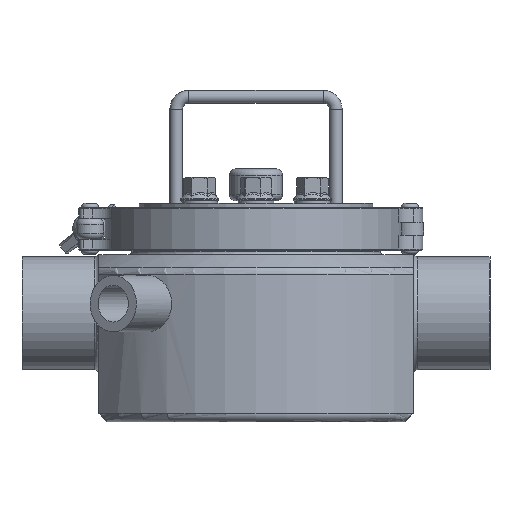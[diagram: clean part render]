
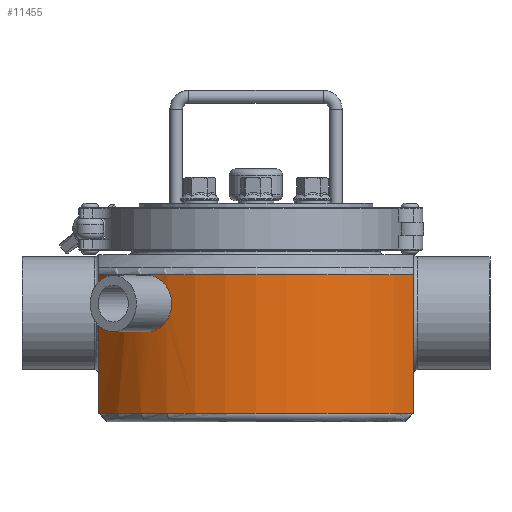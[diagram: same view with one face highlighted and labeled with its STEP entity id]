
A CAD part, front view. The second image highlights one B-rep face of the part: STEP entity #11455.
In plain terms, the highlighted cylindrical face has radius 89 mm (diameter 178 mm), a partial arc.
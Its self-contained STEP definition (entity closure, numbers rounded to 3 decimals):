
#350=B_SPLINE_CURVE_WITH_KNOTS('',3,(#18603,#18604,#18605,#18606,#18607,
#18608,#18609,#18610,#18611,#18612,#18613,#18614,#18615,#18616),
 .UNSPECIFIED.,.F.,.F.,(4,2,2,2,2,2,4),(0.,0.5,1.,
1.5,2.,2.5,2.67),
 .UNSPECIFIED.);
#351=B_SPLINE_CURVE_WITH_KNOTS('',3,(#18617,#18618,#18619,#18620,#18621,
#18622,#18623,#18624,#18625,#18626,#18627,#18628,#18629,#18630,#18631,#18632,
#18633,#18634,#18635,#18636,#18637,#18638,#18639,#18640),.UNSPECIFIED.,
 .F.,.F.,(4,2,2,2,2,2,2,2,2,2,2,4),(2.67,2.999,3.499,
3.999,4.499,4.999,5.499,5.999,
6.499,6.999,7.499,7.999),
 .UNSPECIFIED.);
#713=FACE_BOUND('',#1991,.T.);
#1231=FACE_OUTER_BOUND('',#1990,.T.);
#1990=EDGE_LOOP('',(#8140,#8141,#8142,#8143));
#1991=EDGE_LOOP('',(#8144,#8145));
#2794=CIRCLE('',#12407,89.);
#2852=CIRCLE('',#12520,89.);
#3432=LINE('',#19081,#3911);
#3459=LINE('',#19366,#3938);
#3911=VECTOR('',#14412,10.);
#3938=VECTOR('',#14537,10.);
#4563=VERTEX_POINT('',#18600);
#4564=VERTEX_POINT('',#18602);
#4608=VERTEX_POINT('',#19078);
#4609=VERTEX_POINT('',#19080);
#4615=VERTEX_POINT('',#19109);
#4652=VERTEX_POINT('',#19322);
#5737=EDGE_CURVE('',#4564,#4563,#350,.T.);
#5738=EDGE_CURVE('',#4563,#4564,#351,.T.);
#5792=EDGE_CURVE('',#4609,#4608,#3432,.T.);
#5801=EDGE_CURVE('',#4609,#4615,#2794,.T.);
#5860=EDGE_CURVE('',#4652,#4615,#3459,.T.);
#5928=EDGE_CURVE('',#4652,#4608,#2852,.T.);
#8140=ORIENTED_EDGE('',*,*,#5801,.F.);
#8141=ORIENTED_EDGE('',*,*,#5792,.T.);
#8142=ORIENTED_EDGE('',*,*,#5928,.F.);
#8143=ORIENTED_EDGE('',*,*,#5860,.T.);
#8144=ORIENTED_EDGE('',*,*,#5737,.T.);
#8145=ORIENTED_EDGE('',*,*,#5738,.T.);
#10347=CYLINDRICAL_SURFACE('',#12521,89.);
#11455=ADVANCED_FACE('',(#1231,#713),#10347,.T.);
#12407=AXIS2_PLACEMENT_3D('',#19126,#14423,#14424);
#12520=AXIS2_PLACEMENT_3D('',#19612,#14698,#14699);
#12521=AXIS2_PLACEMENT_3D('',#19613,#14700,#14701);
#14412=DIRECTION('',(0.,0.,-1.));
#14423=DIRECTION('center_axis',(0.,0.,
1.));
#14424=DIRECTION('ref_axis',(0.,-1.,0.));
#14537=DIRECTION('',(0.,0.,1.));
#14698=DIRECTION('center_axis',(0.,0.,
-1.));
#14699=DIRECTION('ref_axis',(-1.,0.,0.));
#14700=DIRECTION('center_axis',(0.,0.,
-1.));
#14701=DIRECTION('ref_axis',(0.,-1.,0.));
#18600=CARTESIAN_POINT('',(-45.424,-76.535,-23.563));
#18602=CARTESIAN_POINT('',(-61.333,-64.492,-35.));
#18603=CARTESIAN_POINT('Ctrl Pts',(-61.333,-64.492,
-35.));
#18604=CARTESIAN_POINT('Ctrl Pts',(-61.333,-64.492,
-33.334));
#18605=CARTESIAN_POINT('Ctrl Pts',(-61.09,-64.726,
-31.558));
#18606=CARTESIAN_POINT('Ctrl Pts',(-60.089,-65.656,
-28.294));
#18607=CARTESIAN_POINT('Ctrl Pts',(-59.331,-66.35,
-26.806));
#18608=CARTESIAN_POINT('Ctrl Pts',(-57.548,-67.901,-24.456));
#18609=CARTESIAN_POINT('Ctrl Pts',(-56.405,-68.863,
-23.437));
#18610=CARTESIAN_POINT('Ctrl Pts',(-53.838,-70.888,
-22.084));
#18611=CARTESIAN_POINT('Ctrl Pts',(-52.413,-71.949,
-21.75));
#18612=CARTESIAN_POINT('Ctrl Pts',(-49.683,-73.86,
-21.75));
#18613=CARTESIAN_POINT('Ctrl Pts',(-48.199,-74.837,
-22.084));
#18614=CARTESIAN_POINT('Ctrl Pts',(-46.334,-75.99,
-22.991));
#18615=CARTESIAN_POINT('Ctrl Pts',(-45.87,-76.271,
-23.26));
#18616=CARTESIAN_POINT('Ctrl Pts',(-45.424,-76.535,
-23.563));
#18617=CARTESIAN_POINT('Ctrl Pts',(-45.424,-76.535,
-23.563));
#18618=CARTESIAN_POINT('Ctrl Pts',(-44.563,-77.046,
-24.147));
#18619=CARTESIAN_POINT('Ctrl Pts',(-43.771,-77.497,
-24.857));
#18620=CARTESIAN_POINT('Ctrl Pts',(-42.056,-78.445,
-26.806));
#18621=CARTESIAN_POINT('Ctrl Pts',(-41.145,-78.921,-28.294));
#18622=CARTESIAN_POINT('Ctrl Pts',(-39.929,-79.543,-31.558));
#18623=CARTESIAN_POINT('Ctrl Pts',(-39.626,-79.692,
-33.334));
#18624=CARTESIAN_POINT('Ctrl Pts',(-39.626,-79.692,
-36.666));
#18625=CARTESIAN_POINT('Ctrl Pts',(-39.929,-79.543,-38.442));
#18626=CARTESIAN_POINT('Ctrl Pts',(-41.145,-78.921,-41.706));
#18627=CARTESIAN_POINT('Ctrl Pts',(-42.056,-78.445,
-43.194));
#18628=CARTESIAN_POINT('Ctrl Pts',(-44.124,-77.301,
-45.544));
#18629=CARTESIAN_POINT('Ctrl Pts',(-45.419,-76.556,
-46.563));
#18630=CARTESIAN_POINT('Ctrl Pts',(-48.199,-74.837,
-47.916));
#18631=CARTESIAN_POINT('Ctrl Pts',(-49.683,-73.86,
-48.25));
#18632=CARTESIAN_POINT('Ctrl Pts',(-52.413,-71.949,
-48.25));
#18633=CARTESIAN_POINT('Ctrl Pts',(-53.838,-70.888,
-47.916));
#18634=CARTESIAN_POINT('Ctrl Pts',(-56.405,-68.863,
-46.563));
#18635=CARTESIAN_POINT('Ctrl Pts',(-57.548,-67.901,-45.544));
#18636=CARTESIAN_POINT('Ctrl Pts',(-59.331,-66.35,
-43.194));
#18637=CARTESIAN_POINT('Ctrl Pts',(-60.089,-65.656,
-41.706));
#18638=CARTESIAN_POINT('Ctrl Pts',(-61.09,-64.726,
-38.442));
#18639=CARTESIAN_POINT('Ctrl Pts',(-61.333,-64.492,
-36.666));
#18640=CARTESIAN_POINT('Ctrl Pts',(-61.333,-64.492,
-35.));
#19078=CARTESIAN_POINT('',(-74.,-49.447,-86.5));
#19080=CARTESIAN_POINT('',(-74.,-49.447,-21.309));
#19081=CARTESIAN_POINT('',(-74.,-49.447,-49.25));
#19109=CARTESIAN_POINT('',(74.,-49.447,-21.309));
#19126=CARTESIAN_POINT('Origin',(0.,0.,
-21.309));
#19322=CARTESIAN_POINT('',(74.,-49.447,-86.5));
#19366=CARTESIAN_POINT('',(74.,-49.447,-49.25));
#19612=CARTESIAN_POINT('Origin',(0.,0.,
-86.5));
#19613=CARTESIAN_POINT('Origin',(0.,0.,
-49.25));
